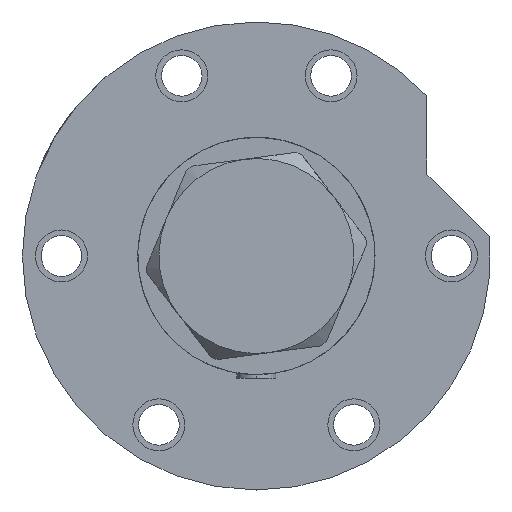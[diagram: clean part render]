
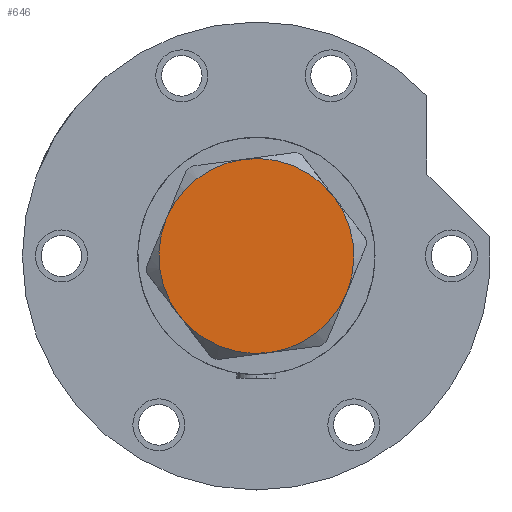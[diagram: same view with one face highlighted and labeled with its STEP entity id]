
A CAD part, left-side view. The second image highlights one B-rep face of the part: STEP entity #646.
In plain terms, the highlighted face is planar.
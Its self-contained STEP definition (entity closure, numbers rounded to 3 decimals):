
#15 = VERTEX_POINT ( 'NONE', #5804 ) ;
#76 = AXIS2_PLACEMENT_3D ( 'NONE', #1559, #4479, #5888 ) ;
#213 = ORIENTED_EDGE ( 'NONE', *, *, #3250, .T. ) ;
#217 = DIRECTION ( 'NONE',  ( 1., 0., 0. ) ) ;
#231 = VERTEX_POINT ( 'NONE', #3530 ) ;
#339 = DIRECTION ( 'NONE',  ( 0., 0., 1. ) ) ;
#646 = ADVANCED_FACE ( 'NONE', ( #3656 ), #6137, .T. ) ;
#682 = EDGE_LOOP ( 'NONE', ( #2719, #2964, #4072, #2505, #4933, #213 ) ) ;
#724 = CIRCLE ( 'NONE', #1046, 30. ) ;
#898 = DIRECTION ( 'NONE',  ( 0., 0., 1. ) ) ;
#927 = CARTESIAN_POINT ( 'NONE',  ( 0., 0., 14.5 ) ) ;
#931 = DIRECTION ( 'NONE',  ( 0., 0., 1. ) ) ;
#1046 = AXIS2_PLACEMENT_3D ( 'NONE', #927, #339, #6284 ) ;
#1111 = AXIS2_PLACEMENT_3D ( 'NONE', #2158, #3601, #217 ) ;
#1119 = CIRCLE ( 'NONE', #3779, 30. ) ;
#1134 = AXIS2_PLACEMENT_3D ( 'NONE', #5455, #4365, #5327 ) ;
#1217 = EDGE_CURVE ( 'NONE', #231, #2261, #1939, .T. ) ;
#1274 = DIRECTION ( 'NONE',  ( 1., 0., 0. ) ) ;
#1559 = CARTESIAN_POINT ( 'NONE',  ( 0., 0., 14.5 ) ) ;
#1607 = EDGE_CURVE ( 'NONE', #15, #6141, #5469, .T. ) ;
#1764 = EDGE_CURVE ( 'NONE', #4899, #5613, #4954, .T. ) ;
#1800 = EDGE_CURVE ( 'NONE', #6141, #4899, #1119, .T. ) ;
#1939 = CIRCLE ( 'NONE', #76, 30. ) ;
#2158 = CARTESIAN_POINT ( 'NONE',  ( 0., 0., 14.5 ) ) ;
#2261 = VERTEX_POINT ( 'NONE', #3232 ) ;
#2505 = ORIENTED_EDGE ( 'NONE', *, *, #3973, .T. ) ;
#2719 = ORIENTED_EDGE ( 'NONE', *, *, #1607, .T. ) ;
#2865 = DIRECTION ( 'NONE',  ( 1., 0., 0. ) ) ;
#2872 = AXIS2_PLACEMENT_3D ( 'NONE', #4490, #3987, #6010 ) ;
#2964 = ORIENTED_EDGE ( 'NONE', *, *, #1800, .T. ) ;
#2980 = AXIS2_PLACEMENT_3D ( 'NONE', #4251, #898, #1274 ) ;
#3055 = CARTESIAN_POINT ( 'NONE',  ( 30., 0., 14.5 ) ) ;
#3232 = CARTESIAN_POINT ( 'NONE',  ( -15., -25.981, 14.5 ) ) ;
#3250 = EDGE_CURVE ( 'NONE', #2261, #15, #3690, .T. ) ;
#3530 = CARTESIAN_POINT ( 'NONE',  ( -30., 0., 14.5 ) ) ;
#3601 = DIRECTION ( 'NONE',  ( 0., 0., 1. ) ) ;
#3632 = CARTESIAN_POINT ( 'NONE',  ( -15., 25.981, 14.5 ) ) ;
#3656 = FACE_OUTER_BOUND ( 'NONE', #682, .T. ) ;
#3690 = CIRCLE ( 'NONE', #1134, 30. ) ;
#3779 = AXIS2_PLACEMENT_3D ( 'NONE', #4801, #931, #2865 ) ;
#3973 = EDGE_CURVE ( 'NONE', #5613, #231, #724, .T. ) ;
#3987 = DIRECTION ( 'NONE',  ( 0., 0., 1. ) ) ;
#4072 = ORIENTED_EDGE ( 'NONE', *, *, #1764, .T. ) ;
#4251 = CARTESIAN_POINT ( 'NONE',  ( 0., 0., 14.5 ) ) ;
#4365 = DIRECTION ( 'NONE',  ( 0., 0., 1. ) ) ;
#4479 = DIRECTION ( 'NONE',  ( 0., 0., 1. ) ) ;
#4490 = CARTESIAN_POINT ( 'NONE',  ( 0., 0., 14.5 ) ) ;
#4794 = CARTESIAN_POINT ( 'NONE',  ( 15., 25.981, 14.5 ) ) ;
#4801 = CARTESIAN_POINT ( 'NONE',  ( 0., 0., 14.5 ) ) ;
#4899 = VERTEX_POINT ( 'NONE', #4794 ) ;
#4933 = ORIENTED_EDGE ( 'NONE', *, *, #1217, .T. ) ;
#4954 = CIRCLE ( 'NONE', #2980, 30. ) ;
#5327 = DIRECTION ( 'NONE',  ( 1., 0., 0. ) ) ;
#5455 = CARTESIAN_POINT ( 'NONE',  ( 0., 0., 14.5 ) ) ;
#5469 = CIRCLE ( 'NONE', #2872, 30. ) ;
#5613 = VERTEX_POINT ( 'NONE', #3632 ) ;
#5804 = CARTESIAN_POINT ( 'NONE',  ( 15., -25.981, 14.5 ) ) ;
#5888 = DIRECTION ( 'NONE',  ( 1., 0., 0. ) ) ;
#6010 = DIRECTION ( 'NONE',  ( 1., 0., 0. ) ) ;
#6137 = PLANE ( 'NONE',  #1111 ) ;
#6141 = VERTEX_POINT ( 'NONE', #3055 ) ;
#6284 = DIRECTION ( 'NONE',  ( 1., 0., 0. ) ) ;
